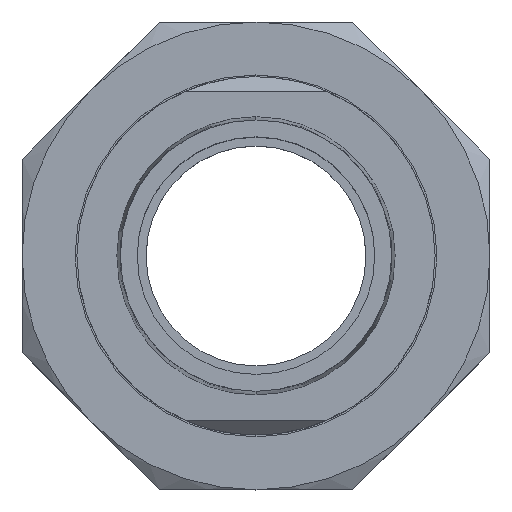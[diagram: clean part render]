
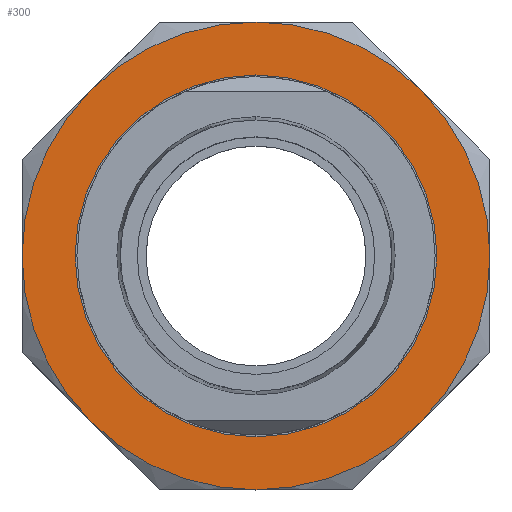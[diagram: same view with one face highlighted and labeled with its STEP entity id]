
A CAD part, top view. The second image highlights one B-rep face of the part: STEP entity #300.
In plain terms, the highlighted planar face has unit normal (0, 0, 1).
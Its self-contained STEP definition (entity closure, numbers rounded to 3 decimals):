
#2 = VERTEX_POINT ( 'NONE', #742 ) ;
#6 = VERTEX_POINT ( 'NONE', #736 ) ;
#7 = VERTEX_POINT ( 'NONE', #735 ) ;
#8 = VERTEX_POINT ( 'NONE', #734 ) ;
#23 = EDGE_CURVE ( 'NONE', #2, #6, #810, .T. ) ;
#25 = EDGE_CURVE ( 'NONE', #27, #179, #805, .T. ) ;
#27 = VERTEX_POINT ( 'NONE', #801 ) ;
#40 = VERTEX_POINT ( 'NONE', #833 ) ;
#109 = EDGE_CURVE ( 'NONE', #179, #40, #964, .T. ) ;
#117 = EDGE_CURVE ( 'NONE', #40, #2, #943, .T. ) ;
#127 = EDGE_CURVE ( 'NONE', #128, #1401, #986, .T. ) ;
#128 = VERTEX_POINT ( 'NONE', #981 ) ;
#129 = ORIENTED_EDGE ( 'NONE', *, *, #269, .T. ) ;
#141 = VERTEX_POINT ( 'NONE', #1028 ) ;
#147 = EDGE_CURVE ( 'NONE', #141, #27, #1021, .T. ) ;
#179 = VERTEX_POINT ( 'NONE', #1117 ) ;
#233 = ORIENTED_EDGE ( 'NONE', *, *, #127, .T. ) ;
#269 = EDGE_CURVE ( 'NONE', #1401, #141, #1316, .T. ) ;
#297 = ORIENTED_EDGE ( 'NONE', *, *, #25, .T. ) ;
#298 = EDGE_LOOP ( 'NONE', ( #297, #1382, #308, #322, #301, #233, #129, #370 ) ) ;
#299 = EDGE_LOOP ( 'NONE', ( #305, #303 ) ) ;
#300 = ADVANCED_FACE ( 'NONE', ( #1391, #1390 ), #1389, .F. ) ;
#301 = ORIENTED_EDGE ( 'NONE', *, *, #390, .T. ) ;
#303 = ORIENTED_EDGE ( 'NONE', *, *, #2457, .F. ) ;
#304 = EDGE_CURVE ( 'NONE', #8, #7, #1387, .T. ) ;
#305 = ORIENTED_EDGE ( 'NONE', *, *, #304, .F. ) ;
#308 = ORIENTED_EDGE ( 'NONE', *, *, #117, .T. ) ;
#322 = ORIENTED_EDGE ( 'NONE', *, *, #23, .T. ) ;
#370 = ORIENTED_EDGE ( 'NONE', *, *, #147, .T. ) ;
#390 = EDGE_CURVE ( 'NONE', #6, #128, #1558, .T. ) ;
#734 = CARTESIAN_POINT ( 'NONE',  ( 49.5, 0., 14.5 ) ) ;
#735 = CARTESIAN_POINT ( 'NONE',  ( -49.5, 0., 14.5 ) ) ;
#736 = CARTESIAN_POINT ( 'NONE',  ( -64., 0., 14.5 ) ) ;
#742 = CARTESIAN_POINT ( 'NONE',  ( -45.255, 45.255, 14.5 ) ) ;
#801 = CARTESIAN_POINT ( 'NONE',  ( 64., 0., 14.5 ) ) ;
#802 = DIRECTION ( 'NONE',  ( 1., 0., 0. ) ) ;
#803 = DIRECTION ( 'NONE',  ( 0., 0., 1. ) ) ;
#804 = AXIS2_PLACEMENT_3D ( 'NONE', #811, #803, #802 ) ;
#805 = CIRCLE ( 'NONE', #804, 64. ) ;
#806 = DIRECTION ( 'NONE',  ( 1., 0., 0. ) ) ;
#807 = DIRECTION ( 'NONE',  ( 0., 0., 1. ) ) ;
#808 = CARTESIAN_POINT ( 'NONE',  ( 0., 0., 14.5 ) ) ;
#809 = AXIS2_PLACEMENT_3D ( 'NONE', #808, #807, #806 ) ;
#810 = CIRCLE ( 'NONE', #809, 64. ) ;
#811 = CARTESIAN_POINT ( 'NONE',  ( 0., 0., 14.5 ) ) ;
#833 = CARTESIAN_POINT ( 'NONE',  ( 0., 64., 14.5 ) ) ;
#941 = CARTESIAN_POINT ( 'NONE',  ( 0., 0., 14.5 ) ) ;
#942 = AXIS2_PLACEMENT_3D ( 'NONE', #941, #1003, #1002 ) ;
#943 = CIRCLE ( 'NONE', #942, 64. ) ;
#960 = DIRECTION ( 'NONE',  ( 1., 0., 0. ) ) ;
#961 = DIRECTION ( 'NONE',  ( 0., 0., 1. ) ) ;
#962 = CARTESIAN_POINT ( 'NONE',  ( 0., 0., 14.5 ) ) ;
#963 = AXIS2_PLACEMENT_3D ( 'NONE', #962, #961, #960 ) ;
#964 = CIRCLE ( 'NONE', #963, 64. ) ;
#981 = CARTESIAN_POINT ( 'NONE',  ( -45.255, -45.255, 14.5 ) ) ;
#982 = DIRECTION ( 'NONE',  ( 1., 0., 0. ) ) ;
#983 = DIRECTION ( 'NONE',  ( 0., 0., 1. ) ) ;
#984 = CARTESIAN_POINT ( 'NONE',  ( 0., 0., 14.5 ) ) ;
#985 = AXIS2_PLACEMENT_3D ( 'NONE', #984, #983, #982 ) ;
#986 = CIRCLE ( 'NONE', #985, 64. ) ;
#1002 = DIRECTION ( 'NONE',  ( 1., 0., 0. ) ) ;
#1003 = DIRECTION ( 'NONE',  ( 0., 0., 1. ) ) ;
#1017 = DIRECTION ( 'NONE',  ( 1., 0., 0. ) ) ;
#1018 = DIRECTION ( 'NONE',  ( 0., 0., 1. ) ) ;
#1019 = CARTESIAN_POINT ( 'NONE',  ( 0., 0., 14.5 ) ) ;
#1020 = AXIS2_PLACEMENT_3D ( 'NONE', #1019, #1018, #1017 ) ;
#1021 = CIRCLE ( 'NONE', #1020, 64. ) ;
#1028 = CARTESIAN_POINT ( 'NONE',  ( 45.255, -45.255, 14.5 ) ) ;
#1117 = CARTESIAN_POINT ( 'NONE',  ( 45.255, 45.255, 14.5 ) ) ;
#1312 = DIRECTION ( 'NONE',  ( 1., 0., 0. ) ) ;
#1313 = DIRECTION ( 'NONE',  ( 0., 0., 1. ) ) ;
#1314 = CARTESIAN_POINT ( 'NONE',  ( 0., 0., 14.5 ) ) ;
#1315 = AXIS2_PLACEMENT_3D ( 'NONE', #1314, #1313, #1312 ) ;
#1316 = CIRCLE ( 'NONE', #1315, 64. ) ;
#1379 = DIRECTION ( 'NONE',  ( 1., 0., 0. ) ) ;
#1380 = DIRECTION ( 'NONE',  ( 0., 0., 1. ) ) ;
#1381 = CARTESIAN_POINT ( 'NONE',  ( 0., 0., 14.5 ) ) ;
#1382 = ORIENTED_EDGE ( 'NONE', *, *, #109, .T. ) ;
#1383 = AXIS2_PLACEMENT_3D ( 'NONE', #1381, #1380, #1379 ) ;
#1384 = DIRECTION ( 'NONE',  ( -1., 0., 0. ) ) ;
#1385 = DIRECTION ( 'NONE',  ( 0., 0., -1. ) ) ;
#1386 = AXIS2_PLACEMENT_3D ( 'NONE', #1388, #1385, #1384 ) ;
#1387 = CIRCLE ( 'NONE', #1383, 49.5 ) ;
#1388 = CARTESIAN_POINT ( 'NONE',  ( 0., 64., 14.5 ) ) ;
#1389 = PLANE ( 'NONE',  #1386 ) ;
#1390 = FACE_OUTER_BOUND ( 'NONE', #298, .T. ) ;
#1391 = FACE_BOUND ( 'NONE', #299, .T. ) ;
#1401 = VERTEX_POINT ( 'NONE', #2183 ) ;
#1554 = DIRECTION ( 'NONE',  ( 1., 0., 0. ) ) ;
#1555 = DIRECTION ( 'NONE',  ( 0., 0., 1. ) ) ;
#1556 = CARTESIAN_POINT ( 'NONE',  ( 0., 0., 14.5 ) ) ;
#1557 = AXIS2_PLACEMENT_3D ( 'NONE', #1556, #1555, #1554 ) ;
#1558 = CIRCLE ( 'NONE', #1557, 64. ) ;
#2175 = DIRECTION ( 'NONE',  ( 1., 0., 0. ) ) ;
#2176 = DIRECTION ( 'NONE',  ( 0., 0., 1. ) ) ;
#2177 = CARTESIAN_POINT ( 'NONE',  ( 0., 0., 14.5 ) ) ;
#2178 = AXIS2_PLACEMENT_3D ( 'NONE', #2177, #2176, #2175 ) ;
#2179 = CIRCLE ( 'NONE', #2178, 49.5 ) ;
#2183 = CARTESIAN_POINT ( 'NONE',  ( 0., -64., 14.5 ) ) ;
#2457 = EDGE_CURVE ( 'NONE', #7, #8, #2179, .T. ) ;
